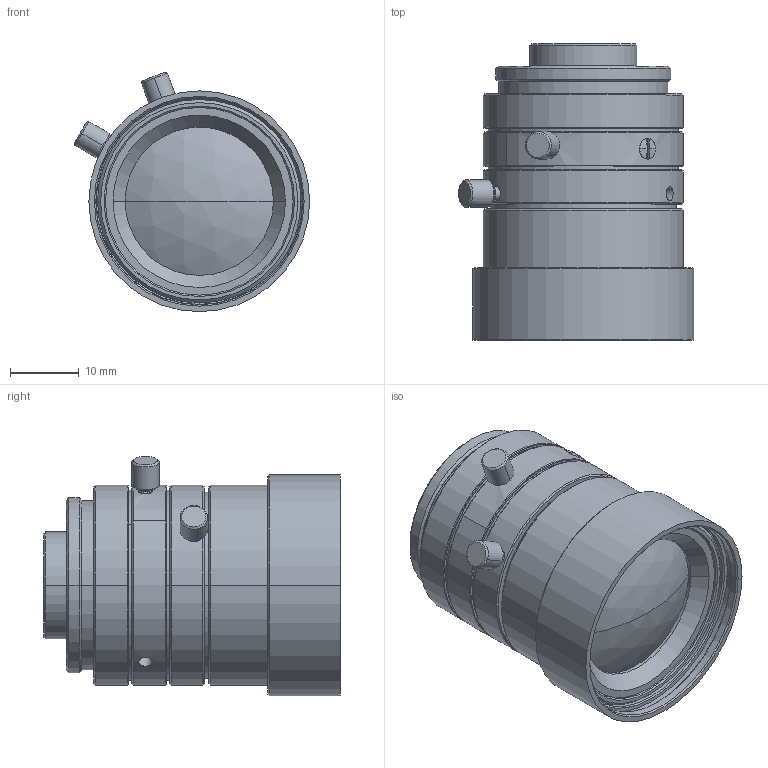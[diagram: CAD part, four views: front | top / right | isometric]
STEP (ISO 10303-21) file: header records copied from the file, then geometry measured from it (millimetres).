
FILE_DESCRIPTION(('STEP AP214'),'1');
FILE_NAME('M0828-MPW3.stp','2022-11-29T03:18:05',(' '),(' '),'Spatial InterOp 3D',' ',' ');
FILE_SCHEMA(('AUTOMOTIVE_DESIGN { 1 0 10303 214 1 1 1 1 }'));
Length unit declared in the file: metre
Products named in the file (2): M0828-MPW3; Component1
Assembly tree (1 placements, depth 2):
  M0828-MPW3
    Component1
Bounding box: 34.11 x 42.92 x 34.69 mm (x, y, z)
Volume: 14777.1 mm3; surface area: 16113.4 mm2
Topology: 1 solids, 1 shells, 390 faces, 844 edges, 520 vertices
Faces by surface type: cylinder 168, cone 132, plane 78, sphere 12
Entity records: 11535 total; most frequent: CARTESIAN_POINT 2663, DIRECTION 2031, ORIENTED_EDGE 1686, AXIS2_PLACEMENT_3D 849, EDGE_CURVE 843, VERTEX_POINT 519, EDGE_LOOP 468, CIRCLE 457
